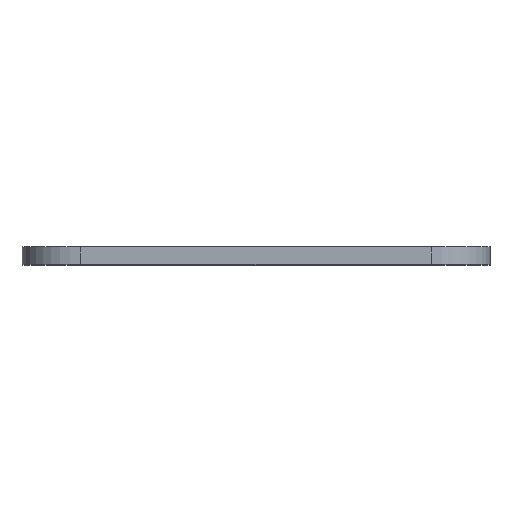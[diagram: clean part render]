
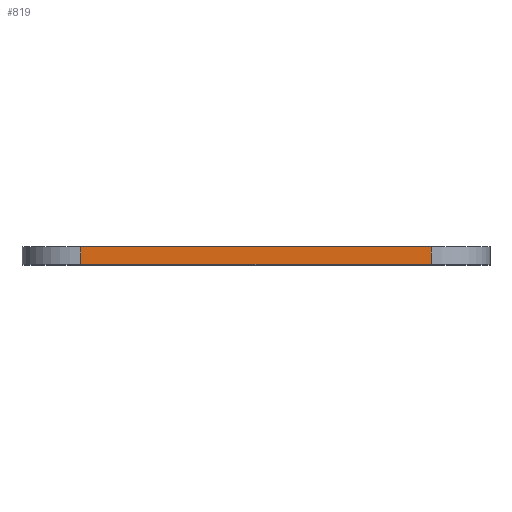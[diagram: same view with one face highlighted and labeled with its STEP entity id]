
A CAD part, top view. The second image highlights one B-rep face of the part: STEP entity #819.
In plain terms, the highlighted planar face has unit normal (0, 0, 1).
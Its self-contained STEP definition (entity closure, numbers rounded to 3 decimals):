
#3 = VERTEX_POINT ( 'NONE', #147 ) ;
#61 = EDGE_CURVE ( 'NONE', #1264, #274, #945, .T. ) ;
#102 = AXIS2_PLACEMENT_3D ( 'NONE', #542, #454, #469 ) ;
#128 = FACE_OUTER_BOUND ( 'NONE', #1289, .T. ) ;
#147 = CARTESIAN_POINT ( 'NONE',  ( -30., 3., 40. ) ) ;
#148 = ORIENTED_EDGE ( 'NONE', *, *, #61, .F. ) ;
#188 = EDGE_CURVE ( 'NONE', #3, #1264, #238, .T. ) ;
#203 = DIRECTION ( 'NONE',  ( 0., -1., 0. ) ) ;
#205 = CARTESIAN_POINT ( 'NONE',  ( -30., 3., 40. ) ) ;
#238 = LINE ( 'NONE', #867, #1282 ) ;
#242 = LINE ( 'NONE', #451, #1285 ) ;
#274 = VERTEX_POINT ( 'NONE', #804 ) ;
#307 = VERTEX_POINT ( 'NONE', #730 ) ;
#347 = VECTOR ( 'NONE', #203, 1000. ) ;
#407 = DIRECTION ( 'NONE',  ( 1., 0., 0. ) ) ;
#451 = CARTESIAN_POINT ( 'NONE',  ( 30., 0., 40. ) ) ;
#454 = DIRECTION ( 'NONE',  ( 0., 0., -1. ) ) ;
#469 = DIRECTION ( 'NONE',  ( -1., 0., 0. ) ) ;
#484 = EDGE_CURVE ( 'NONE', #307, #274, #242, .T. ) ;
#512 = CARTESIAN_POINT ( 'NONE',  ( 30., 3., 40. ) ) ;
#542 = CARTESIAN_POINT ( 'NONE',  ( 30., 3., 40. ) ) ;
#612 = EDGE_CURVE ( 'NONE', #3, #307, #709, .T. ) ;
#639 = ORIENTED_EDGE ( 'NONE', *, *, #188, .F. ) ;
#688 = CARTESIAN_POINT ( 'NONE',  ( 30., 3., 40. ) ) ;
#709 = LINE ( 'NONE', #205, #347 ) ;
#710 = DIRECTION ( 'NONE',  ( 0., -1., 0. ) ) ;
#730 = CARTESIAN_POINT ( 'NONE',  ( -30., 0., 40. ) ) ;
#784 = PLANE ( 'NONE',  #102 ) ;
#804 = CARTESIAN_POINT ( 'NONE',  ( 30., 0., 40. ) ) ;
#819 = ADVANCED_FACE ( 'NONE', ( #128 ), #784, .F. ) ;
#867 = CARTESIAN_POINT ( 'NONE',  ( 30., 3., 40. ) ) ;
#884 = ORIENTED_EDGE ( 'NONE', *, *, #484, .T. ) ;
#945 = LINE ( 'NONE', #688, #1159 ) ;
#1083 = ORIENTED_EDGE ( 'NONE', *, *, #612, .T. ) ;
#1090 = DIRECTION ( 'NONE',  ( 1., 0., 0. ) ) ;
#1159 = VECTOR ( 'NONE', #710, 1000. ) ;
#1264 = VERTEX_POINT ( 'NONE', #512 ) ;
#1282 = VECTOR ( 'NONE', #1090, 1000. ) ;
#1285 = VECTOR ( 'NONE', #407, 1000. ) ;
#1289 = EDGE_LOOP ( 'NONE', ( #884, #148, #639, #1083 ) ) ;
